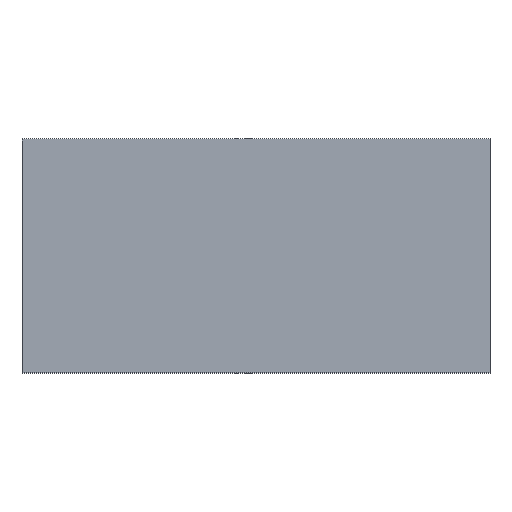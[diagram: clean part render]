
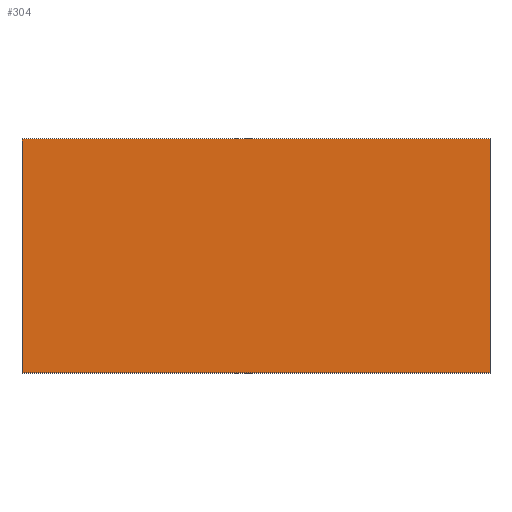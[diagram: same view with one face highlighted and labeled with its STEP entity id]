
A CAD part, top view. The second image highlights one B-rep face of the part: STEP entity #304.
In plain terms, the highlighted planar face has unit normal (0, 0, 1).
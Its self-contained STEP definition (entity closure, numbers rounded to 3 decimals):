
#76=ORIENTED_EDGE('',*,*,#122,.T.);
#77=ORIENTED_EDGE('',*,*,#126,.T.);
#78=ORIENTED_EDGE('',*,*,#129,.T.);
#79=ORIENTED_EDGE('',*,*,#131,.T.);
#122=EDGE_CURVE('',#155,#154,#182,.T.);
#126=EDGE_CURVE('',#154,#157,#186,.T.);
#129=EDGE_CURVE('',#157,#159,#189,.T.);
#131=EDGE_CURVE('',#159,#155,#191,.T.);
#154=VERTEX_POINT('',#483);
#155=VERTEX_POINT('',#485);
#157=VERTEX_POINT('',#491);
#159=VERTEX_POINT('',#497);
#182=LINE('',#484,#218);
#186=LINE('',#492,#222);
#189=LINE('',#498,#225);
#191=LINE('',#501,#227);
#218=VECTOR('',#402,1000.);
#222=VECTOR('',#408,1000.);
#225=VECTOR('',#413,1000.);
#227=VECTOR('',#417,1000.);
#250=EDGE_LOOP('',(#76,#77,#78,#79));
#268=FACE_BOUND('',#250,.T.);
#286=PLANE('',#360);
#304=ADVANCED_FACE('',(#268),#286,.T.);
#360=AXIS2_PLACEMENT_3D('',#502,#418,#419);
#402=DIRECTION('',(0.,-1.,0.));
#408=DIRECTION('',(1.,0.,0.));
#413=DIRECTION('',(0.,1.,0.));
#417=DIRECTION('',(-1.,0.,0.));
#418=DIRECTION('',(0.,0.,1.));
#419=DIRECTION('',(1.,0.,0.));
#483=CARTESIAN_POINT('',(-200.,-100.,0.15));
#484=CARTESIAN_POINT('',(-200.,100.,0.15));
#485=CARTESIAN_POINT('',(-200.,100.,0.15));
#491=CARTESIAN_POINT('',(200.,-100.,0.15));
#492=CARTESIAN_POINT('',(-200.,-100.,0.15));
#497=CARTESIAN_POINT('',(200.,100.,0.15));
#498=CARTESIAN_POINT('',(200.,-100.,0.15));
#501=CARTESIAN_POINT('',(200.,100.,0.15));
#502=CARTESIAN_POINT('',(0.,0.,0.15));
